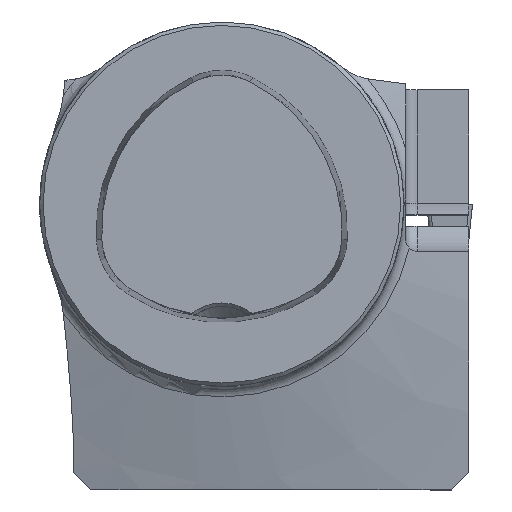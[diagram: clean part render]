
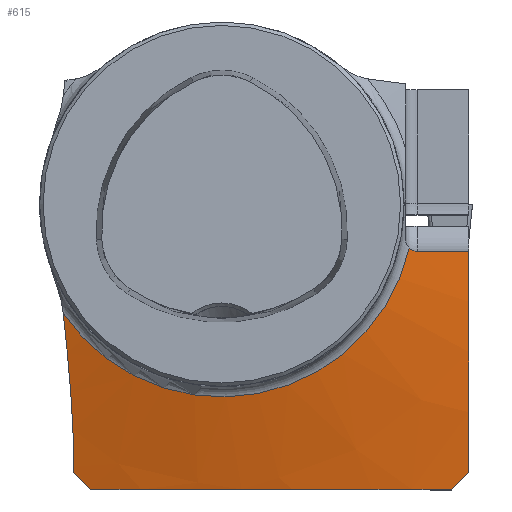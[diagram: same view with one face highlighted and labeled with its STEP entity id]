
A CAD part, top view. The second image highlights one B-rep face of the part: STEP entity #615.
In plain terms, the highlighted conical face has half-angle 75 degrees and reference radius 16 mm.
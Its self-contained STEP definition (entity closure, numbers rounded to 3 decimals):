
#615=ADVANCED_FACE('FP_RR_SU1',(#742),#730,.T.);
#730=CONICAL_SURFACE('',#2283,16.,75.);
#742=FACE_OUTER_BOUND('',#854,.T.);
#854=EDGE_LOOP('',(#1025,#1026,#1027,#1028,#1029,#1030,#1031,#1032,#1033));
#976=CIRCLE('',#2282,16.889);
#1025=ORIENTED_EDGE('',*,*,#1851,.F.);
#1026=ORIENTED_EDGE('',*,*,#1852,.T.);
#1027=ORIENTED_EDGE('',*,*,#1853,.F.);
#1028=ORIENTED_EDGE('',*,*,#1854,.F.);
#1029=ORIENTED_EDGE('',*,*,#1855,.F.);
#1030=ORIENTED_EDGE('',*,*,#1856,.T.);
#1031=ORIENTED_EDGE('',*,*,#1857,.F.);
#1032=ORIENTED_EDGE('',*,*,#1858,.T.);
#1033=ORIENTED_EDGE('',*,*,#1859,.T.);
#1645=VERTEX_POINT('',#3034);
#1646=VERTEX_POINT('',#3035);
#1647=VERTEX_POINT('',#3040);
#1648=VERTEX_POINT('',#3045);
#1649=VERTEX_POINT('',#3053);
#1650=VERTEX_POINT('',#3064);
#1651=VERTEX_POINT('',#3066);
#1652=VERTEX_POINT('',#3071);
#1653=VERTEX_POINT('',#3076);
#1851=EDGE_CURVE('',#1645,#1646,#2161,.T.);
#1852=EDGE_CURVE('',#1645,#1647,#2162,.T.);
#1853=EDGE_CURVE('',#1648,#1647,#2163,.T.);
#1854=EDGE_CURVE('',#1649,#1648,#2164,.T.);
#1855=EDGE_CURVE('',#1650,#1649,#2165,.T.);
#1856=EDGE_CURVE('',#1650,#1651,#976,.T.);
#1857=EDGE_CURVE('',#1652,#1651,#2166,.T.);
#1858=EDGE_CURVE('',#1652,#1653,#2167,.T.);
#1859=EDGE_CURVE('',#1653,#1646,#2168,.T.);
#2161=B_SPLINE_CURVE_WITH_KNOTS('',3,(#3028,#3029,#3030,#3031,#3032,#3033),
 .UNSPECIFIED.,.F.,.F.,(4,2,4),(0.,0.5,1.),.UNSPECIFIED.);
#2162=B_SPLINE_CURVE_WITH_KNOTS('',3,(#3036,#3037,#3038,#3039),
 .UNSPECIFIED.,.F.,.F.,(4,4),(0.,1.),.UNSPECIFIED.);
#2163=B_SPLINE_CURVE_WITH_KNOTS('',3,(#3041,#3042,#3043,#3044),
 .UNSPECIFIED.,.F.,.F.,(4,4),(0.,1.),.UNSPECIFIED.);
#2164=B_SPLINE_CURVE_WITH_KNOTS('',3,(#3046,#3047,#3048,#3049,#3050,#3051,
#3052),.UNSPECIFIED.,.F.,.F.,(4,3,4),(0.,0.154,1.),
 .UNSPECIFIED.);
#2165=B_SPLINE_CURVE_WITH_KNOTS('',3,(#3054,#3055,#3056,#3057,#3058,#3059,
#3060,#3061,#3062,#3063),.UNSPECIFIED.,.F.,.F.,(4,3,3,4),(0.,0.094,
0.547,1.),.UNSPECIFIED.);
#2166=B_SPLINE_CURVE_WITH_KNOTS('',3,(#3067,#3068,#3069,#3070),
 .UNSPECIFIED.,.F.,.F.,(4,4),(0.,1.),.UNSPECIFIED.);
#2167=B_SPLINE_CURVE_WITH_KNOTS('',3,(#3072,#3073,#3074,#3075),
 .UNSPECIFIED.,.F.,.F.,(4,4),(0.,1.),.UNSPECIFIED.);
#2168=B_SPLINE_CURVE_WITH_KNOTS('',3,(#3077,#3078,#3079,#3080),
 .UNSPECIFIED.,.F.,.F.,(4,4),(0.,1.),.UNSPECIFIED.);
#2282=AXIS2_PLACEMENT_3D('',#3065,#2469,#2470);
#2283=AXIS2_PLACEMENT_3D('',#3081,#2471,#2472);
#2469=DIRECTION('',(0.,0.,-1.));
#2470=DIRECTION('',(-1.,0.,0.));
#2471=DIRECTION('',(0.,0.,-1.));
#2472=DIRECTION('',(1.,0.,0.));
#3028=CARTESIAN_POINT('',(20.175,-25.,-20.521));
#3029=CARTESIAN_POINT('',(14.933,-25.,-19.639));
#3030=CARTESIAN_POINT('',(9.659,-25.,-18.958));
#3031=CARTESIAN_POINT('',(-0.898,-25.,-18.469));
#3032=CARTESIAN_POINT('',(-6.205,-25.,-18.693));
#3033=CARTESIAN_POINT('',(-11.5,-25.,-19.286));
#3034=CARTESIAN_POINT('',(20.175,-25.,-20.521));
#3035=CARTESIAN_POINT('',(-11.5,-25.,-19.286));
#3036=CARTESIAN_POINT('',(20.175,-25.,-20.521));
#3037=CARTESIAN_POINT('',(20.675,-24.5,-20.501));
#3038=CARTESIAN_POINT('',(21.175,-24.,-20.487));
#3039=CARTESIAN_POINT('',(21.675,-23.5,-20.479));
#3040=CARTESIAN_POINT('',(21.675,-23.5,-20.479));
#3041=CARTESIAN_POINT('',(21.675,-4.1,-17.824));
#3042=CARTESIAN_POINT('',(21.675,-10.646,-18.15));
#3043=CARTESIAN_POINT('',(21.675,-17.087,-19.216));
#3044=CARTESIAN_POINT('',(21.675,-23.5,-20.479));
#3045=CARTESIAN_POINT('',(21.675,-4.1,-17.824));
#3046=CARTESIAN_POINT('',(17.15,-4.1,-16.638));
#3047=CARTESIAN_POINT('',(17.382,-4.1,-16.698));
#3048=CARTESIAN_POINT('',(17.614,-4.1,-16.759));
#3049=CARTESIAN_POINT('',(17.846,-4.1,-16.819));
#3050=CARTESIAN_POINT('',(19.123,-4.1,-17.153));
#3051=CARTESIAN_POINT('',(20.399,-4.1,-17.488));
#3052=CARTESIAN_POINT('',(21.675,-4.1,-17.824));
#3053=CARTESIAN_POINT('',(17.15,-4.1,-16.638));
#3054=CARTESIAN_POINT('',(16.453,-3.817,-16.438));
#3055=CARTESIAN_POINT('',(16.47,-3.834,-16.444));
#3056=CARTESIAN_POINT('',(16.488,-3.85,-16.45));
#3057=CARTESIAN_POINT('',(16.507,-3.866,-16.456));
#3058=CARTESIAN_POINT('',(16.596,-3.941,-16.483));
#3059=CARTESIAN_POINT('',(16.7,-4.,-16.514));
#3060=CARTESIAN_POINT('',(16.809,-4.04,-16.545));
#3061=CARTESIAN_POINT('',(16.917,-4.079,-16.576));
#3062=CARTESIAN_POINT('',(17.034,-4.1,-16.607));
#3063=CARTESIAN_POINT('',(17.15,-4.1,-16.638));
#3064=CARTESIAN_POINT('',(16.453,-3.817,-16.438));
#3065=CARTESIAN_POINT('',(0.,0.,-16.438));
#3066=CARTESIAN_POINT('',(-13.921,-9.564,-16.438));
#3067=CARTESIAN_POINT('',(-13.,-22.998,-18.991));
#3068=CARTESIAN_POINT('',(-13.,-18.543,-17.952));
#3069=CARTESIAN_POINT('',(-13.441,-14.075,-17.017));
#3070=CARTESIAN_POINT('',(-13.921,-9.564,-16.438));
#3071=CARTESIAN_POINT('',(-13.,-22.998,-18.991));
#3072=CARTESIAN_POINT('',(-13.,-22.998,-18.991));
#3073=CARTESIAN_POINT('',(-13.,-23.165,-19.03));
#3074=CARTESIAN_POINT('',(-13.,-23.333,-19.07));
#3075=CARTESIAN_POINT('',(-13.,-23.5,-19.109));
#3076=CARTESIAN_POINT('',(-13.,-23.5,-19.109));
#3077=CARTESIAN_POINT('',(-13.,-23.5,-19.109));
#3078=CARTESIAN_POINT('',(-12.5,-24.,-19.161));
#3079=CARTESIAN_POINT('',(-12.,-24.5,-19.221));
#3080=CARTESIAN_POINT('',(-11.5,-25.,-19.286));
#3081=CARTESIAN_POINT('',(0.,0.,-16.2));
